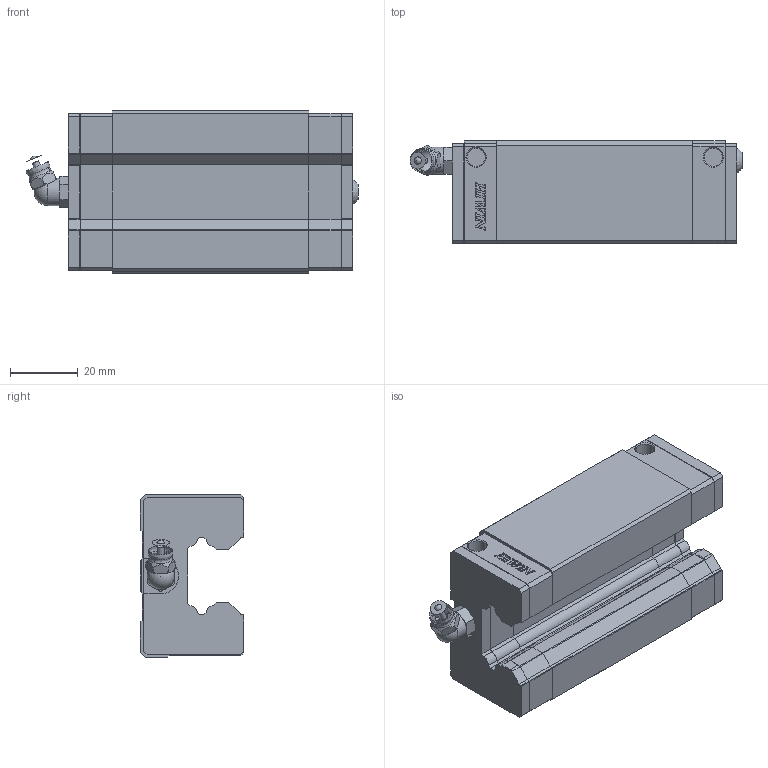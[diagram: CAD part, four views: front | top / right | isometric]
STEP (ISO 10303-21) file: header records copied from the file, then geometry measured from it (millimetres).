
FILE_DESCRIPTION(/* description */ (''),/* implementation_level */ '2;1');
FILE_NAME(/* name */ 'HGL25CAZ0C_GW202311001838.stp',/* time_stamp */ '2023-11-01T22:16:08+08:00',/* author */ ('user'),/* organization */ (''),/* preprocessor_version */ 'ST-DEVELOPER v17',/* originating_system */ 'Autodesk Inventor 2018',/* authorisation */ '');
FILE_SCHEMA (('AUTOMOTIVE_DESIGN { 1 0 10303 214 3 1 1 }'));
Products named in the file (4): HGL25CAZ0C_GW202311001838; HGL25C_右封_temp; 34320001; M6H
Assembly tree (3 placements, depth 2):
  HGL25CAZ0C_GW202311001838
    HGL25C_右封_temp
    34320001
    M6H
Bounding box: 98 x 30.5 x 48 mm (x, y, z)
Volume: 92654.6 mm3; surface area: 28674 mm2
Topology: 7 solids, 8 shells, 653 faces, 1811 edges, 1193 vertices
Faces by surface type: plane 500, cylinder 131, cone 14, bspline 4, sphere 3, torus 1
Full cylindrical faces by diameter (mm): 1 x2, 2 x1, 4.917 x4, 5.4 x4, 6 x6, 7.3 x2, 8 x2
Entity records: 21163 total; most frequent: CARTESIAN_POINT 4019, ORIENTED_EDGE 3616, DIRECTION 3450, EDGE_CURVE 1808, LINE 1436, VECTOR 1436, VERTEX_POINT 1193, AXIS2_PLACEMENT_3D 1007
